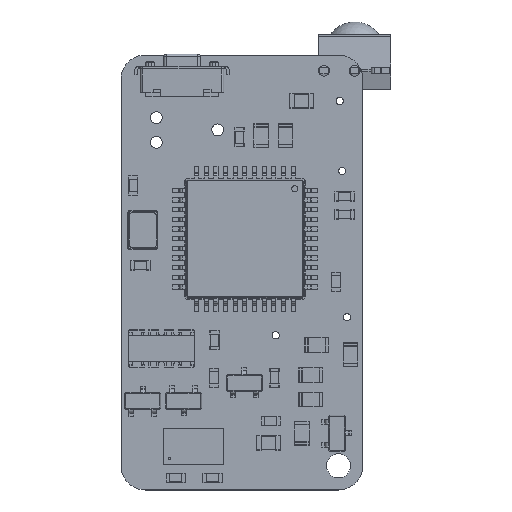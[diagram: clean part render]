
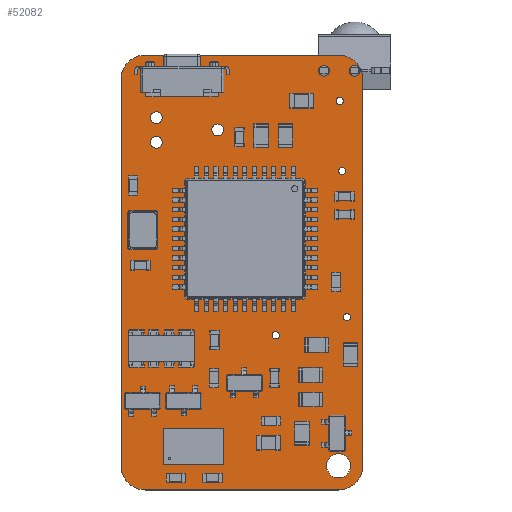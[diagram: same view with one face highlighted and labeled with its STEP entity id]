
A CAD part, top view. The second image highlights one B-rep face of the part: STEP entity #52082.
In plain terms, the highlighted planar face has unit normal (0, 0, 1).
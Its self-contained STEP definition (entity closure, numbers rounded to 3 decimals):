
#51801 = VERTEX_POINT('',#51802);
#51802 = CARTESIAN_POINT('',(8.,18.,1.6));
#51808 = EDGE_CURVE('',#51801,#51809,#51811,.T.);
#51809 = VERTEX_POINT('',#51810);
#51810 = CARTESIAN_POINT('',(10.,16.,1.6));
#51811 = CIRCLE('',#51812,2.);
#51812 = AXIS2_PLACEMENT_3D('',#51813,#51814,#51815);
#51813 = CARTESIAN_POINT('',(8.,16.,1.6));
#51814 = DIRECTION('',(0.,0.,-1.));
#51815 = DIRECTION('',(0.,1.,0.));
#51843 = VERTEX_POINT('',#51844);
#51844 = CARTESIAN_POINT('',(-8.,18.,1.6));
#51850 = EDGE_CURVE('',#51843,#51801,#51851,.T.);
#51851 = LINE('',#51852,#51853);
#51852 = CARTESIAN_POINT('',(-8.,18.,1.6));
#51853 = VECTOR('',#51854,1.);
#51854 = DIRECTION('',(1.,0.,0.));
#51872 = EDGE_CURVE('',#51809,#51873,#51875,.T.);
#51873 = VERTEX_POINT('',#51874);
#51874 = CARTESIAN_POINT('',(10.,-16.,1.6));
#51875 = LINE('',#51876,#51877);
#51876 = CARTESIAN_POINT('',(10.,16.,1.6));
#51877 = VECTOR('',#51878,1.);
#51878 = DIRECTION('',(0.,-1.,0.));
#52082 = ADVANCED_FACE('',(#52083,#52129,#52140,#52151,#52162,#52173,
    #52184,#52195,#52206,#52217,#52228,#52239,#52250),#52261,.F.);
#52083 = FACE_BOUND('',#52084,.F.);
#52084 = EDGE_LOOP('',(#52085,#52086,#52087,#52096,#52104,#52113,#52121,
    #52128));
#52085 = ORIENTED_EDGE('',*,*,#51808,.T.);
#52086 = ORIENTED_EDGE('',*,*,#51872,.T.);
#52087 = ORIENTED_EDGE('',*,*,#52088,.T.);
#52088 = EDGE_CURVE('',#51873,#52089,#52091,.T.);
#52089 = VERTEX_POINT('',#52090);
#52090 = CARTESIAN_POINT('',(8.,-18.,1.6));
#52091 = CIRCLE('',#52092,2.);
#52092 = AXIS2_PLACEMENT_3D('',#52093,#52094,#52095);
#52093 = CARTESIAN_POINT('',(8.,-16.,1.6));
#52094 = DIRECTION('',(0.,0.,-1.));
#52095 = DIRECTION('',(1.,0.,0.));
#52096 = ORIENTED_EDGE('',*,*,#52097,.T.);
#52097 = EDGE_CURVE('',#52089,#52098,#52100,.T.);
#52098 = VERTEX_POINT('',#52099);
#52099 = CARTESIAN_POINT('',(-8.,-18.,1.6));
#52100 = LINE('',#52101,#52102);
#52101 = CARTESIAN_POINT('',(8.,-18.,1.6));
#52102 = VECTOR('',#52103,1.);
#52103 = DIRECTION('',(-1.,0.,0.));
#52104 = ORIENTED_EDGE('',*,*,#52105,.T.);
#52105 = EDGE_CURVE('',#52098,#52106,#52108,.T.);
#52106 = VERTEX_POINT('',#52107);
#52107 = CARTESIAN_POINT('',(-10.,-16.,1.6));
#52108 = CIRCLE('',#52109,2.);
#52109 = AXIS2_PLACEMENT_3D('',#52110,#52111,#52112);
#52110 = CARTESIAN_POINT('',(-8.,-16.,1.6));
#52111 = DIRECTION('',(0.,0.,-1.));
#52112 = DIRECTION('',(0.,-1.,0.));
#52113 = ORIENTED_EDGE('',*,*,#52114,.T.);
#52114 = EDGE_CURVE('',#52106,#52115,#52117,.T.);
#52115 = VERTEX_POINT('',#52116);
#52116 = CARTESIAN_POINT('',(-10.,16.,1.6));
#52117 = LINE('',#52118,#52119);
#52118 = CARTESIAN_POINT('',(-10.,-16.,1.6));
#52119 = VECTOR('',#52120,1.);
#52120 = DIRECTION('',(0.,1.,0.));
#52121 = ORIENTED_EDGE('',*,*,#52122,.T.);
#52122 = EDGE_CURVE('',#52115,#51843,#52123,.T.);
#52123 = CIRCLE('',#52124,2.);
#52124 = AXIS2_PLACEMENT_3D('',#52125,#52126,#52127);
#52125 = CARTESIAN_POINT('',(-8.,16.,1.6));
#52126 = DIRECTION('',(0.,0.,-1.));
#52127 = DIRECTION('',(-1.,0.,-0.));
#52128 = ORIENTED_EDGE('',*,*,#51850,.T.);
#52129 = FACE_BOUND('',#52130,.F.);
#52130 = EDGE_LOOP('',(#52131));
#52131 = ORIENTED_EDGE('',*,*,#52132,.T.);
#52132 = EDGE_CURVE('',#52133,#52133,#52135,.T.);
#52133 = VERTEX_POINT('',#52134);
#52134 = CARTESIAN_POINT('',(9.,-16.,1.6));
#52135 = CIRCLE('',#52136,1.);
#52136 = AXIS2_PLACEMENT_3D('',#52137,#52138,#52139);
#52137 = CARTESIAN_POINT('',(8.,-16.,1.6));
#52138 = DIRECTION('',(0.,0.,1.));
#52139 = DIRECTION('',(1.,0.,-0.));
#52140 = FACE_BOUND('',#52141,.F.);
#52141 = EDGE_LOOP('',(#52142));
#52142 = ORIENTED_EDGE('',*,*,#52143,.F.);
#52143 = EDGE_CURVE('',#52144,#52144,#52146,.T.);
#52144 = VERTEX_POINT('',#52145);
#52145 = CARTESIAN_POINT('',(8.7,-4.,1.6));
#52146 = CIRCLE('',#52147,0.3);
#52147 = AXIS2_PLACEMENT_3D('',#52148,#52149,#52150);
#52148 = CARTESIAN_POINT('',(8.7,-3.7,1.6));
#52149 = DIRECTION('',(-0.,0.,-1.));
#52150 = DIRECTION('',(-0.,-1.,0.));
#52151 = FACE_BOUND('',#52152,.F.);
#52152 = EDGE_LOOP('',(#52153));
#52153 = ORIENTED_EDGE('',*,*,#52154,.F.);
#52154 = EDGE_CURVE('',#52155,#52155,#52157,.T.);
#52155 = VERTEX_POINT('',#52156);
#52156 = CARTESIAN_POINT('',(2.8,-5.5,1.6));
#52157 = CIRCLE('',#52158,0.3);
#52158 = AXIS2_PLACEMENT_3D('',#52159,#52160,#52161);
#52159 = CARTESIAN_POINT('',(2.8,-5.2,1.6));
#52160 = DIRECTION('',(-0.,0.,-1.));
#52161 = DIRECTION('',(-0.,-1.,0.));
#52162 = FACE_BOUND('',#52163,.F.);
#52163 = EDGE_LOOP('',(#52164));
#52164 = ORIENTED_EDGE('',*,*,#52165,.F.);
#52165 = EDGE_CURVE('',#52166,#52166,#52168,.T.);
#52166 = VERTEX_POINT('',#52167);
#52167 = CARTESIAN_POINT('',(8.3,8.1,1.6));
#52168 = CIRCLE('',#52169,0.3);
#52169 = AXIS2_PLACEMENT_3D('',#52170,#52171,#52172);
#52170 = CARTESIAN_POINT('',(8.3,8.4,1.6));
#52171 = DIRECTION('',(-0.,0.,-1.));
#52172 = DIRECTION('',(-0.,-1.,0.));
#52173 = FACE_BOUND('',#52174,.F.);
#52174 = EDGE_LOOP('',(#52175));
#52175 = ORIENTED_EDGE('',*,*,#52176,.F.);
#52176 = EDGE_CURVE('',#52177,#52177,#52179,.T.);
#52177 = VERTEX_POINT('',#52178);
#52178 = CARTESIAN_POINT('',(8.1,13.9,1.6));
#52179 = CIRCLE('',#52180,0.3);
#52180 = AXIS2_PLACEMENT_3D('',#52181,#52182,#52183);
#52181 = CARTESIAN_POINT('',(8.1,14.2,1.6));
#52182 = DIRECTION('',(-0.,0.,-1.));
#52183 = DIRECTION('',(-0.,-1.,0.));
#52184 = FACE_BOUND('',#52185,.F.);
#52185 = EDGE_LOOP('',(#52186));
#52186 = ORIENTED_EDGE('',*,*,#52187,.F.);
#52187 = EDGE_CURVE('',#52188,#52188,#52190,.T.);
#52188 = VERTEX_POINT('',#52189);
#52189 = CARTESIAN_POINT('',(9.34,16.25,1.6));
#52190 = CIRCLE('',#52191,0.45);
#52191 = AXIS2_PLACEMENT_3D('',#52192,#52193,#52194);
#52192 = CARTESIAN_POINT('',(9.34,16.7,1.6));
#52193 = DIRECTION('',(-0.,0.,-1.));
#52194 = DIRECTION('',(-0.,-1.,0.));
#52195 = FACE_BOUND('',#52196,.F.);
#52196 = EDGE_LOOP('',(#52197));
#52197 = ORIENTED_EDGE('',*,*,#52198,.F.);
#52198 = EDGE_CURVE('',#52199,#52199,#52201,.T.);
#52199 = VERTEX_POINT('',#52200);
#52200 = CARTESIAN_POINT('',(6.8,16.25,1.6));
#52201 = CIRCLE('',#52202,0.45);
#52202 = AXIS2_PLACEMENT_3D('',#52203,#52204,#52205);
#52203 = CARTESIAN_POINT('',(6.8,16.7,1.6));
#52204 = DIRECTION('',(-0.,0.,-1.));
#52205 = DIRECTION('',(-0.,-1.,0.));
#52206 = FACE_BOUND('',#52207,.F.);
#52207 = EDGE_LOOP('',(#52208));
#52208 = ORIENTED_EDGE('',*,*,#52209,.F.);
#52209 = EDGE_CURVE('',#52210,#52210,#52212,.T.);
#52210 = VERTEX_POINT('',#52211);
#52211 = CARTESIAN_POINT('',(-2.,11.305,1.6));
#52212 = CIRCLE('',#52213,0.495);
#52213 = AXIS2_PLACEMENT_3D('',#52214,#52215,#52216);
#52214 = CARTESIAN_POINT('',(-2.,11.8,1.6));
#52215 = DIRECTION('',(-0.,0.,-1.));
#52216 = DIRECTION('',(-0.,-1.,0.));
#52217 = FACE_BOUND('',#52218,.F.);
#52218 = EDGE_LOOP('',(#52219));
#52219 = ORIENTED_EDGE('',*,*,#52220,.F.);
#52220 = EDGE_CURVE('',#52221,#52221,#52223,.T.);
#52221 = VERTEX_POINT('',#52222);
#52222 = CARTESIAN_POINT('',(-7.08,10.289,1.6));
#52223 = CIRCLE('',#52224,0.495);
#52224 = AXIS2_PLACEMENT_3D('',#52225,#52226,#52227);
#52225 = CARTESIAN_POINT('',(-7.08,10.784,1.6));
#52226 = DIRECTION('',(-0.,0.,-1.));
#52227 = DIRECTION('',(-0.,-1.,0.));
#52228 = FACE_BOUND('',#52229,.F.);
#52229 = EDGE_LOOP('',(#52230));
#52230 = ORIENTED_EDGE('',*,*,#52231,.F.);
#52231 = EDGE_CURVE('',#52232,#52232,#52234,.T.);
#52232 = VERTEX_POINT('',#52233);
#52233 = CARTESIAN_POINT('',(-7.08,12.321,1.6));
#52234 = CIRCLE('',#52235,0.495);
#52235 = AXIS2_PLACEMENT_3D('',#52236,#52237,#52238);
#52236 = CARTESIAN_POINT('',(-7.08,12.816,1.6));
#52237 = DIRECTION('',(-0.,0.,-1.));
#52238 = DIRECTION('',(-0.,-1.,0.));
#52239 = FACE_BOUND('',#52240,.F.);
#52240 = EDGE_LOOP('',(#52241));
#52241 = ORIENTED_EDGE('',*,*,#52242,.F.);
#52242 = EDGE_CURVE('',#52243,#52243,#52245,.T.);
#52243 = VERTEX_POINT('',#52244);
#52244 = CARTESIAN_POINT('',(-3.803,16.019,1.6));
#52245 = CIRCLE('',#52246,0.381);
#52246 = AXIS2_PLACEMENT_3D('',#52247,#52248,#52249);
#52247 = CARTESIAN_POINT('',(-3.803,16.4,1.6));
#52248 = DIRECTION('',(-0.,0.,-1.));
#52249 = DIRECTION('',(-0.,-1.,0.));
#52250 = FACE_BOUND('',#52251,.F.);
#52251 = EDGE_LOOP('',(#52252));
#52252 = ORIENTED_EDGE('',*,*,#52253,.F.);
#52253 = EDGE_CURVE('',#52254,#52254,#52256,.T.);
#52254 = VERTEX_POINT('',#52255);
#52255 = CARTESIAN_POINT('',(-6.103,16.019,1.6));
#52256 = CIRCLE('',#52257,0.381);
#52257 = AXIS2_PLACEMENT_3D('',#52258,#52259,#52260);
#52258 = CARTESIAN_POINT('',(-6.103,16.4,1.6));
#52259 = DIRECTION('',(-0.,0.,-1.));
#52260 = DIRECTION('',(-0.,-1.,0.));
#52261 = PLANE('',#52262);
#52262 = AXIS2_PLACEMENT_3D('',#52263,#52264,#52265);
#52263 = CARTESIAN_POINT('',(0.,0.,1.6));
#52264 = DIRECTION('',(-0.,-0.,-1.));
#52265 = DIRECTION('',(-1.,0.,0.));
